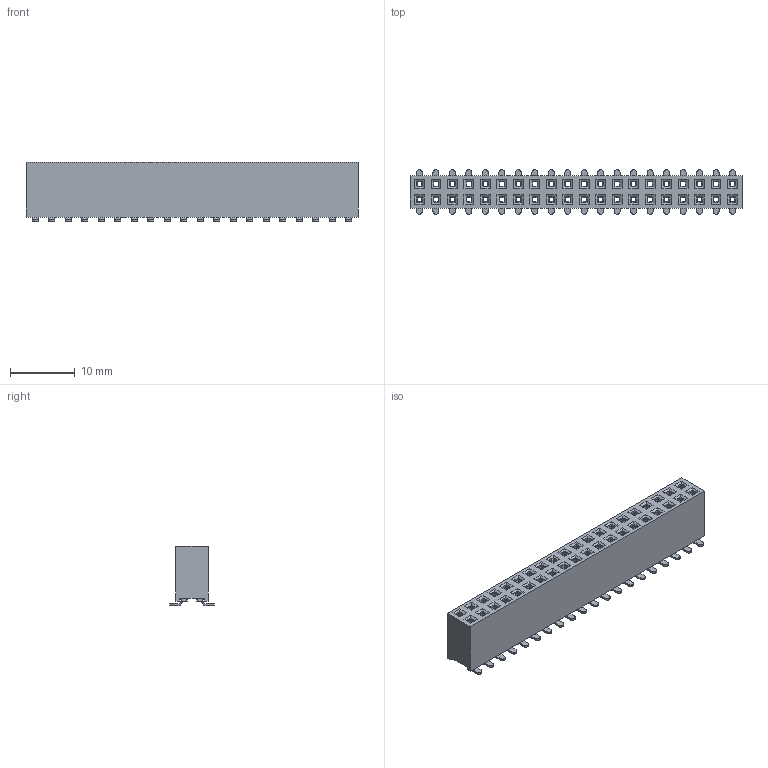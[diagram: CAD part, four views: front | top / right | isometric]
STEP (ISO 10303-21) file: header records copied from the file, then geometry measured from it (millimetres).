
FILE_DESCRIPTION(('FreeCAD Model'),'2;1');
FILE_NAME('20x2 Female.step','2019-07-03T13:30:14',( 'kicad StepUp'),('ksu MCAD'),'Open CASCADE STEP processor 7.3', 'FreeCAD','Unknown');
FILE_SCHEMA(('AUTOMOTIVE_DESIGN { 1 0 10303 214 1 1 1 1 }'));
Length unit declared in the file: millimetre
Products named in the file (1): 20x2_Female
Bounding box: 51.2 x 6.9 x 9.15 mm (x, y, z)
Volume: 1939.4 mm3; surface area: 2683 mm2
Topology: 1 solids, 1 shells, 1090 faces, 2904 edges, 1856 vertices
Faces by surface type: plane 970, cylinder 120
Entity records: 40891 total; most frequent: CARTESIAN_POINT 5851, ORIENTED_EDGE 5808, DIRECTION 5326, EDGE_CURVE 2904, LINE 2664, VECTOR 2664, VERTEX_POINT 1856, AXIS2_PLACEMENT_3D 1331
